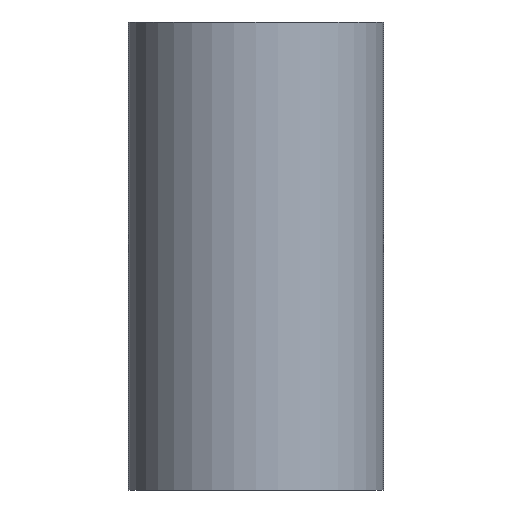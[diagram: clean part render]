
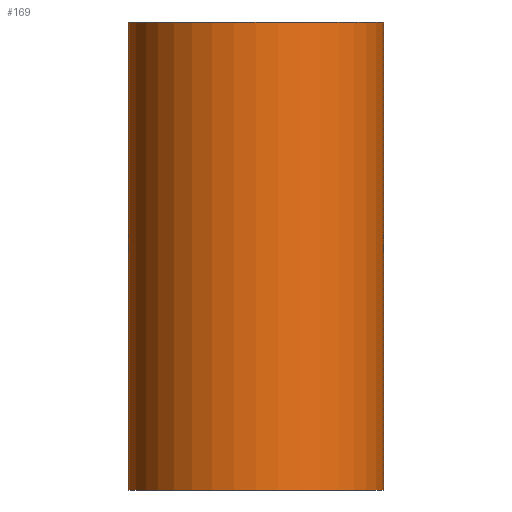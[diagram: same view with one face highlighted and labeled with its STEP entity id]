
A CAD part, left-side view. The second image highlights one B-rep face of the part: STEP entity #169.
In plain terms, the highlighted cylindrical face has radius 66.5 mm (diameter 133 mm), a full revolution.
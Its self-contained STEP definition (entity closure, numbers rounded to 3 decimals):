
#22=FACE_BOUND($,#58,.T.);
#23=FACE_BOUND($,#59,.T.);
#38=B_SPLINE_CURVE_WITH_KNOTS($,3,(#343,#344,#345,#346,#347,#348,#349,#350,
#351,#352,#353,#354,#355,#356,#357,#358,#359,#360),.UNSPECIFIED.,.F.,.F.,
(4,2,2,2,2,2,2,2,4),(14.324,15.225,16.126,
17.027,17.927,18.817,19.707,20.596,
21.486),.UNSPECIFIED.);
#39=B_SPLINE_CURVE_WITH_KNOTS($,3,(#362,#363,#364,#365,#366,#367,#368,#369,
#370,#371,#372,#373,#374,#375,#376,#377,#378,#379),.UNSPECIFIED.,.F.,.F.,
(4,2,2,2,2,2,2,2,4),(-14.324,-13.423,-12.522,
-11.621,-10.72,-9.831,-8.941,-8.051,
-7.162),.UNSPECIFIED.);
#40=B_SPLINE_CURVE_WITH_KNOTS($,3,(#381,#382,#383,#384,#385,#386,#387,#388,
#389,#390,#391,#392,#393,#394,#395,#396,#397,#398),.UNSPECIFIED.,.F.,.F.,
(4,2,2,2,2,2,2,2,4),(21.486,22.375,23.265,
24.154,25.044,25.945,26.846,27.747,
28.647),.UNSPECIFIED.);
#41=B_SPLINE_CURVE_WITH_KNOTS($,3,(#399,#400,#401,#402,#403,#404,#405,#406,
#407,#408,#409,#410,#411,#412,#413,#414,#415,#416),.UNSPECIFIED.,.F.,.F.,
(4,2,2,2,2,2,2,2,4),(-7.162,-6.272,-5.383,
-4.493,-3.604,-2.703,-1.802,
-0.901,0.),.UNSPECIFIED.);
#44=FACE_OUTER_BOUND($,#57,.T.);
#57=EDGE_LOOP($,(#131));
#58=EDGE_LOOP($,(#132));
#59=EDGE_LOOP($,(#133,#134,#135,#136));
#83=CIRCLE($,#189,66.5);
#84=CIRCLE($,#190,66.5);
#96=VERTEX_POINT($,#337);
#97=VERTEX_POINT($,#339);
#98=VERTEX_POINT($,#341);
#99=VERTEX_POINT($,#342);
#100=VERTEX_POINT($,#361);
#101=VERTEX_POINT($,#380);
#113=EDGE_CURVE($,#96,#96,#83,.T.);
#114=EDGE_CURVE($,#97,#97,#84,.T.);
#115=EDGE_CURVE($,#98,#99,#38,.T.);
#116=EDGE_CURVE($,#98,#100,#39,.T.);
#117=EDGE_CURVE($,#100,#101,#40,.T.);
#118=EDGE_CURVE($,#99,#101,#41,.T.);
#131=ORIENTED_EDGE($,*,*,#113,.F.);
#132=ORIENTED_EDGE($,*,*,#114,.T.);
#133=ORIENTED_EDGE($,*,*,#115,.F.);
#134=ORIENTED_EDGE($,*,*,#116,.T.);
#135=ORIENTED_EDGE($,*,*,#117,.T.);
#136=ORIENTED_EDGE($,*,*,#118,.F.);
#162=CYLINDRICAL_SURFACE($,#188,66.5);
#169=ADVANCED_FACE($,(#44,#22,#23),#162,.T.);
#188=AXIS2_PLACEMENT_3D($,#336,#220,#221);
#189=AXIS2_PLACEMENT_3D($,#338,#222,#223);
#190=AXIS2_PLACEMENT_3D($,#340,#224,#225);
#220=DIRECTION('center_axis',(0.,0.,1.));
#221=DIRECTION('ref_axis',(1.,0.,0.));
#222=DIRECTION('center_axis',(0.,0.,1.));
#223=DIRECTION('ref_axis',(1.,0.,0.));
#224=DIRECTION('center_axis',(0.,0.,1.));
#225=DIRECTION('ref_axis',(1.,0.,0.));
#336=CARTESIAN_POINT('Origin',(0.,0.,0.));
#337=CARTESIAN_POINT('',(-66.5,0.,244.));
#338=CARTESIAN_POINT('Origin',(0.,0.,244.));
#339=CARTESIAN_POINT('',(66.5,0.,0.));
#340=CARTESIAN_POINT('Origin',(0.,0.,0.));
#341=CARTESIAN_POINT('',(48.497,-45.5,122.));
#342=CARTESIAN_POINT('',(66.5,0.,76.5));
#343=CARTESIAN_POINT('Ctrl Pts',(48.497,-45.5,122.));
#344=CARTESIAN_POINT('Ctrl Pts',(48.497,-45.5,118.997));
#345=CARTESIAN_POINT('Ctrl Pts',(48.785,-45.199,115.953));
#346=CARTESIAN_POINT('Ctrl Pts',(49.876,-43.992,109.991));
#347=CARTESIAN_POINT('Ctrl Pts',(50.676,-43.087,107.073));
#348=CARTESIAN_POINT('Ctrl Pts',(52.577,-40.745,101.527));
#349=CARTESIAN_POINT('Ctrl Pts',(53.677,-39.306,98.894));
#350=CARTESIAN_POINT('Ctrl Pts',(55.942,-36.01,94.033));
#351=CARTESIAN_POINT('Ctrl Pts',(57.106,-34.151,91.804));
#352=CARTESIAN_POINT('Ctrl Pts',(59.279,-30.221,87.874));
#353=CARTESIAN_POINT('Ctrl Pts',(60.373,-28.006,86.02));
#354=CARTESIAN_POINT('Ctrl Pts',(62.399,-23.143,82.715));
#355=CARTESIAN_POINT('Ctrl Pts',(63.329,-20.495,81.264));
#356=CARTESIAN_POINT('Ctrl Pts',(64.871,-14.913,78.907));
#357=CARTESIAN_POINT('Ctrl Pts',(65.483,-11.974,77.998));
#358=CARTESIAN_POINT('Ctrl Pts',(66.297,-6.,76.795));
#359=CARTESIAN_POINT('Ctrl Pts',(66.5,-2.965,76.5));
#360=CARTESIAN_POINT('Ctrl Pts',(66.5,0.,76.5));
#361=CARTESIAN_POINT('',(66.5,0.,167.5));
#362=CARTESIAN_POINT('Ctrl Pts',(48.497,-45.5,122.));
#363=CARTESIAN_POINT('Ctrl Pts',(48.497,-45.5,125.003));
#364=CARTESIAN_POINT('Ctrl Pts',(48.785,-45.199,128.047));
#365=CARTESIAN_POINT('Ctrl Pts',(49.876,-43.992,134.009));
#366=CARTESIAN_POINT('Ctrl Pts',(50.676,-43.087,136.927));
#367=CARTESIAN_POINT('Ctrl Pts',(52.577,-40.745,142.473));
#368=CARTESIAN_POINT('Ctrl Pts',(53.677,-39.306,145.106));
#369=CARTESIAN_POINT('Ctrl Pts',(55.942,-36.01,149.967));
#370=CARTESIAN_POINT('Ctrl Pts',(57.106,-34.151,152.196));
#371=CARTESIAN_POINT('Ctrl Pts',(59.279,-30.221,156.126));
#372=CARTESIAN_POINT('Ctrl Pts',(60.373,-28.006,157.98));
#373=CARTESIAN_POINT('Ctrl Pts',(62.399,-23.143,161.285));
#374=CARTESIAN_POINT('Ctrl Pts',(63.329,-20.495,162.736));
#375=CARTESIAN_POINT('Ctrl Pts',(64.871,-14.913,165.093));
#376=CARTESIAN_POINT('Ctrl Pts',(65.483,-11.974,166.002));
#377=CARTESIAN_POINT('Ctrl Pts',(66.297,-6.,167.205));
#378=CARTESIAN_POINT('Ctrl Pts',(66.5,-2.965,167.5));
#379=CARTESIAN_POINT('Ctrl Pts',(66.5,0.,167.5));
#380=CARTESIAN_POINT('',(48.497,45.5,122.));
#381=CARTESIAN_POINT('Ctrl Pts',(66.5,0.,167.5));
#382=CARTESIAN_POINT('Ctrl Pts',(66.5,2.965,167.5));
#383=CARTESIAN_POINT('Ctrl Pts',(66.297,6.,167.205));
#384=CARTESIAN_POINT('Ctrl Pts',(65.483,11.974,166.002));
#385=CARTESIAN_POINT('Ctrl Pts',(64.871,14.913,165.093));
#386=CARTESIAN_POINT('Ctrl Pts',(63.329,20.495,162.736));
#387=CARTESIAN_POINT('Ctrl Pts',(62.399,23.143,161.285));
#388=CARTESIAN_POINT('Ctrl Pts',(60.373,28.006,157.98));
#389=CARTESIAN_POINT('Ctrl Pts',(59.279,30.221,156.126));
#390=CARTESIAN_POINT('Ctrl Pts',(57.106,34.151,152.196));
#391=CARTESIAN_POINT('Ctrl Pts',(55.942,36.01,149.967));
#392=CARTESIAN_POINT('Ctrl Pts',(53.677,39.306,145.106));
#393=CARTESIAN_POINT('Ctrl Pts',(52.577,40.745,142.473));
#394=CARTESIAN_POINT('Ctrl Pts',(50.676,43.087,136.927));
#395=CARTESIAN_POINT('Ctrl Pts',(49.876,43.992,134.009));
#396=CARTESIAN_POINT('Ctrl Pts',(48.785,45.199,128.047));
#397=CARTESIAN_POINT('Ctrl Pts',(48.497,45.5,125.003));
#398=CARTESIAN_POINT('Ctrl Pts',(48.497,45.5,122.));
#399=CARTESIAN_POINT('Ctrl Pts',(66.5,0.,76.5));
#400=CARTESIAN_POINT('Ctrl Pts',(66.5,2.965,76.5));
#401=CARTESIAN_POINT('Ctrl Pts',(66.297,6.,76.795));
#402=CARTESIAN_POINT('Ctrl Pts',(65.483,11.974,77.998));
#403=CARTESIAN_POINT('Ctrl Pts',(64.871,14.913,78.907));
#404=CARTESIAN_POINT('Ctrl Pts',(63.329,20.495,81.264));
#405=CARTESIAN_POINT('Ctrl Pts',(62.399,23.143,82.715));
#406=CARTESIAN_POINT('Ctrl Pts',(60.373,28.006,86.02));
#407=CARTESIAN_POINT('Ctrl Pts',(59.279,30.221,87.874));
#408=CARTESIAN_POINT('Ctrl Pts',(57.106,34.151,91.804));
#409=CARTESIAN_POINT('Ctrl Pts',(55.942,36.01,94.033));
#410=CARTESIAN_POINT('Ctrl Pts',(53.677,39.306,98.894));
#411=CARTESIAN_POINT('Ctrl Pts',(52.577,40.745,101.527));
#412=CARTESIAN_POINT('Ctrl Pts',(50.676,43.087,107.073));
#413=CARTESIAN_POINT('Ctrl Pts',(49.876,43.992,109.991));
#414=CARTESIAN_POINT('Ctrl Pts',(48.785,45.199,115.953));
#415=CARTESIAN_POINT('Ctrl Pts',(48.497,45.5,118.997));
#416=CARTESIAN_POINT('Ctrl Pts',(48.497,45.5,122.));
